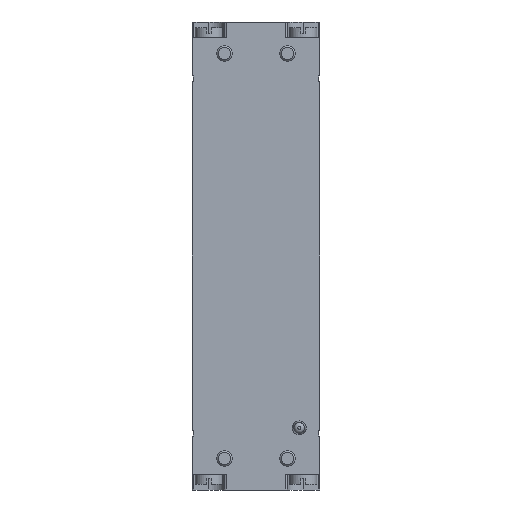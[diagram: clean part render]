
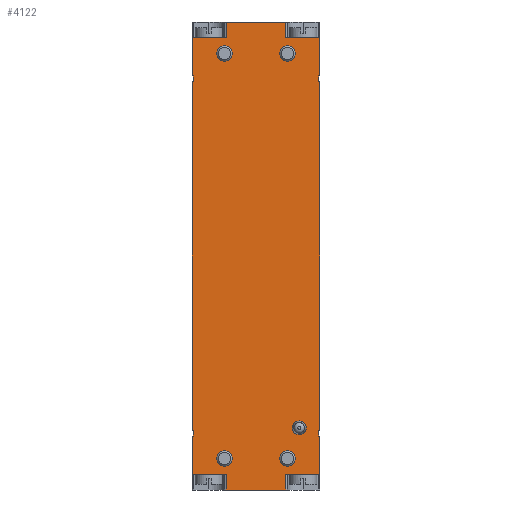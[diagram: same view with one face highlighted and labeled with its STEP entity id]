
A CAD part, front view. The second image highlights one B-rep face of the part: STEP entity #4122.
In plain terms, the highlighted planar face has unit normal (0, -1, 0).
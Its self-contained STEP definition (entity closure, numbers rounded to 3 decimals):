
#135=LINE('',#6275,#524);
#147=LINE('',#6300,#536);
#199=LINE('',#6505,#588);
#202=LINE('',#6527,#591);
#203=LINE('',#6530,#592);
#204=LINE('',#6532,#593);
#205=LINE('',#6533,#594);
#206=LINE('',#6535,#595);
#207=LINE('',#6537,#596);
#208=LINE('',#6539,#597);
#209=LINE('',#6541,#598);
#210=LINE('',#6543,#599);
#211=LINE('',#6544,#600);
#212=LINE('',#6546,#601);
#213=LINE('',#6548,#602);
#214=LINE('',#6550,#603);
#215=LINE('',#6552,#604);
#216=LINE('',#6554,#605);
#217=LINE('',#6556,#606);
#218=LINE('',#6558,#607);
#219=LINE('',#6560,#608);
#220=LINE('',#6562,#609);
#221=LINE('',#6564,#610);
#222=LINE('',#6566,#611);
#223=LINE('',#6568,#612);
#224=LINE('',#6569,#613);
#225=LINE('',#6571,#614);
#226=LINE('',#6573,#615);
#524=VECTOR('',#4936,1000.);
#536=VECTOR('',#4950,1000.);
#588=VECTOR('',#5148,1000.);
#591=VECTOR('',#5169,1000.);
#592=VECTOR('',#5170,1000.);
#593=VECTOR('',#5171,1000.);
#594=VECTOR('',#5172,1000.);
#595=VECTOR('',#5173,1000.);
#596=VECTOR('',#5174,1000.);
#597=VECTOR('',#5175,1000.);
#598=VECTOR('',#5176,1000.);
#599=VECTOR('',#5177,1000.);
#600=VECTOR('',#5178,1000.);
#601=VECTOR('',#5179,1000.);
#602=VECTOR('',#5180,1000.);
#603=VECTOR('',#5181,1000.);
#604=VECTOR('',#5182,1000.);
#605=VECTOR('',#5183,1000.);
#606=VECTOR('',#5184,1000.);
#607=VECTOR('',#5185,1000.);
#608=VECTOR('',#5186,1000.);
#609=VECTOR('',#5187,1000.);
#610=VECTOR('',#5188,1000.);
#611=VECTOR('',#5189,1000.);
#612=VECTOR('',#5190,1000.);
#613=VECTOR('',#5191,1000.);
#614=VECTOR('',#5192,1000.);
#615=VECTOR('',#5193,1000.);
#898=PLANE('',#4464);
#1118=CIRCLE('',#4465,1.75);
#1119=CIRCLE('',#4466,2.);
#1120=CIRCLE('',#4467,2.);
#1121=CIRCLE('',#4468,2.);
#1122=CIRCLE('',#4469,2.);
#1467=ORIENTED_EDGE('',*,*,#2642,.F.);
#1468=ORIENTED_EDGE('',*,*,#2643,.F.);
#1469=ORIENTED_EDGE('',*,*,#2644,.F.);
#1470=ORIENTED_EDGE('',*,*,#2645,.F.);
#1471=ORIENTED_EDGE('',*,*,#2646,.F.);
#1472=ORIENTED_EDGE('',*,*,#2647,.F.);
#1473=ORIENTED_EDGE('',*,*,#2648,.T.);
#1474=ORIENTED_EDGE('',*,*,#2649,.T.);
#1475=ORIENTED_EDGE('',*,*,#2636,.T.);
#1476=ORIENTED_EDGE('',*,*,#2650,.F.);
#1477=ORIENTED_EDGE('',*,*,#2651,.T.);
#1478=ORIENTED_EDGE('',*,*,#2652,.T.);
#1479=ORIENTED_EDGE('',*,*,#2653,.F.);
#1480=ORIENTED_EDGE('',*,*,#2654,.F.);
#1481=ORIENTED_EDGE('',*,*,#2655,.T.);
#1482=ORIENTED_EDGE('',*,*,#2535,.F.);
#1483=ORIENTED_EDGE('',*,*,#2656,.F.);
#1484=ORIENTED_EDGE('',*,*,#2657,.T.);
#1485=ORIENTED_EDGE('',*,*,#2658,.T.);
#1486=ORIENTED_EDGE('',*,*,#2659,.F.);
#1487=ORIENTED_EDGE('',*,*,#2660,.F.);
#1488=ORIENTED_EDGE('',*,*,#2661,.T.);
#1489=ORIENTED_EDGE('',*,*,#2662,.F.);
#1490=ORIENTED_EDGE('',*,*,#2663,.F.);
#1491=ORIENTED_EDGE('',*,*,#2664,.F.);
#1492=ORIENTED_EDGE('',*,*,#2665,.T.);
#1493=ORIENTED_EDGE('',*,*,#2666,.T.);
#1494=ORIENTED_EDGE('',*,*,#2667,.F.);
#1495=ORIENTED_EDGE('',*,*,#2668,.F.);
#1496=ORIENTED_EDGE('',*,*,#2523,.T.);
#1497=ORIENTED_EDGE('',*,*,#2669,.T.);
#1498=ORIENTED_EDGE('',*,*,#2670,.T.);
#1499=ORIENTED_EDGE('',*,*,#2671,.F.);
#2523=EDGE_CURVE('',#3119,#3118,#135,.T.);
#2535=EDGE_CURVE('',#3130,#3131,#147,.T.);
#2636=EDGE_CURVE('',#3211,#3210,#199,.T.);
#2642=EDGE_CURVE('',#3216,#3216,#1118,.F.);
#2643=EDGE_CURVE('',#3217,#3217,#1119,.F.);
#2644=EDGE_CURVE('',#3218,#3218,#1120,.F.);
#2645=EDGE_CURVE('',#3219,#3219,#1121,.F.);
#2646=EDGE_CURVE('',#3220,#3220,#1122,.F.);
#2647=EDGE_CURVE('',#3221,#3222,#202,.T.);
#2648=EDGE_CURVE('',#3221,#3223,#203,.T.);
#2649=EDGE_CURVE('',#3223,#3211,#204,.T.);
#2650=EDGE_CURVE('',#3224,#3210,#205,.T.);
#2651=EDGE_CURVE('',#3224,#3225,#206,.T.);
#2652=EDGE_CURVE('',#3225,#3226,#207,.T.);
#2653=EDGE_CURVE('',#3227,#3226,#208,.T.);
#2654=EDGE_CURVE('',#3228,#3227,#209,.T.);
#2655=EDGE_CURVE('',#3228,#3131,#210,.T.);
#2656=EDGE_CURVE('',#3229,#3130,#211,.T.);
#2657=EDGE_CURVE('',#3229,#3230,#212,.T.);
#2658=EDGE_CURVE('',#3230,#3231,#213,.T.);
#2659=EDGE_CURVE('',#3232,#3231,#214,.T.);
#2660=EDGE_CURVE('',#3233,#3232,#215,.T.);
#2661=EDGE_CURVE('',#3233,#3234,#216,.T.);
#2662=EDGE_CURVE('',#3235,#3234,#217,.T.);
#2663=EDGE_CURVE('',#3236,#3235,#218,.T.);
#2664=EDGE_CURVE('',#3237,#3236,#219,.T.);
#2665=EDGE_CURVE('',#3237,#3238,#220,.T.);
#2666=EDGE_CURVE('',#3238,#3239,#221,.T.);
#2667=EDGE_CURVE('',#3240,#3239,#222,.T.);
#2668=EDGE_CURVE('',#3119,#3240,#223,.T.);
#2669=EDGE_CURVE('',#3118,#3241,#224,.T.);
#2670=EDGE_CURVE('',#3241,#3242,#225,.T.);
#2671=EDGE_CURVE('',#3222,#3242,#226,.T.);
#3118=VERTEX_POINT('',#6274);
#3119=VERTEX_POINT('',#6276);
#3130=VERTEX_POINT('',#6299);
#3131=VERTEX_POINT('',#6301);
#3210=VERTEX_POINT('',#6504);
#3211=VERTEX_POINT('',#6506);
#3216=VERTEX_POINT('',#6518);
#3217=VERTEX_POINT('',#6520);
#3218=VERTEX_POINT('',#6522);
#3219=VERTEX_POINT('',#6524);
#3220=VERTEX_POINT('',#6526);
#3221=VERTEX_POINT('',#6528);
#3222=VERTEX_POINT('',#6529);
#3223=VERTEX_POINT('',#6531);
#3224=VERTEX_POINT('',#6534);
#3225=VERTEX_POINT('',#6536);
#3226=VERTEX_POINT('',#6538);
#3227=VERTEX_POINT('',#6540);
#3228=VERTEX_POINT('',#6542);
#3229=VERTEX_POINT('',#6545);
#3230=VERTEX_POINT('',#6547);
#3231=VERTEX_POINT('',#6549);
#3232=VERTEX_POINT('',#6551);
#3233=VERTEX_POINT('',#6553);
#3234=VERTEX_POINT('',#6555);
#3235=VERTEX_POINT('',#6557);
#3236=VERTEX_POINT('',#6559);
#3237=VERTEX_POINT('',#6561);
#3238=VERTEX_POINT('',#6563);
#3239=VERTEX_POINT('',#6565);
#3240=VERTEX_POINT('',#6567);
#3241=VERTEX_POINT('',#6570);
#3242=VERTEX_POINT('',#6572);
#3513=EDGE_LOOP('',(#1467));
#3514=EDGE_LOOP('',(#1468));
#3515=EDGE_LOOP('',(#1469));
#3516=EDGE_LOOP('',(#1470));
#3517=EDGE_LOOP('',(#1471));
#3518=EDGE_LOOP('',(#1472,#1473,#1474,#1475,#1476,#1477,#1478,#1479,#1480,
#1481,#1482,#1483,#1484,#1485,#1486,#1487,#1488,#1489,#1490,#1491,#1492,
#1493,#1494,#1495,#1496,#1497,#1498,#1499));
#3816=FACE_BOUND('',#3513,.T.);
#3817=FACE_BOUND('',#3514,.T.);
#3818=FACE_BOUND('',#3515,.T.);
#3819=FACE_BOUND('',#3516,.T.);
#3820=FACE_BOUND('',#3517,.T.);
#3821=FACE_BOUND('',#3518,.T.);
#4122=ADVANCED_FACE('',(#3816,#3817,#3818,#3819,#3820,#3821),#898,.F.);
#4464=AXIS2_PLACEMENT_3D('',#6516,#5157,#5158);
#4465=AXIS2_PLACEMENT_3D('',#6517,#5159,#5160);
#4466=AXIS2_PLACEMENT_3D('',#6519,#5161,#5162);
#4467=AXIS2_PLACEMENT_3D('',#6521,#5163,#5164);
#4468=AXIS2_PLACEMENT_3D('',#6523,#5165,#5166);
#4469=AXIS2_PLACEMENT_3D('',#6525,#5167,#5168);
#4936=DIRECTION('',(0.,0.,-1.));
#4950=DIRECTION('',(0.,0.,-1.));
#5148=DIRECTION('',(1.,0.,0.));
#5157=DIRECTION('',(0.,1.,0.));
#5158=DIRECTION('',(0.,0.,1.));
#5159=DIRECTION('',(0.,1.,0.));
#5160=DIRECTION('',(0.,0.,1.));
#5161=DIRECTION('',(0.,1.,0.));
#5162=DIRECTION('',(0.,0.,1.));
#5163=DIRECTION('',(0.,1.,0.));
#5164=DIRECTION('',(0.,0.,1.));
#5165=DIRECTION('',(0.,1.,0.));
#5166=DIRECTION('',(0.,0.,1.));
#5167=DIRECTION('',(0.,1.,0.));
#5168=DIRECTION('',(0.,0.,1.));
#5169=DIRECTION('',(0.,0.,1.));
#5170=DIRECTION('',(1.,0.,0.));
#5171=DIRECTION('',(0.,0.,-1.));
#5172=DIRECTION('',(0.,0.,-1.));
#5173=DIRECTION('',(1.,0.,0.));
#5174=DIRECTION('',(0.,0.,1.));
#5175=DIRECTION('',(1.,0.,0.));
#5176=DIRECTION('',(0.,0.,-1.));
#5177=DIRECTION('',(1.,0.,0.));
#5178=DIRECTION('',(1.,0.,0.));
#5179=DIRECTION('',(0.,0.,1.));
#5180=DIRECTION('',(1.,0.,0.));
#5181=DIRECTION('',(0.,0.,-1.));
#5182=DIRECTION('',(1.,0.,0.));
#5183=DIRECTION('',(0.,0.,1.));
#5184=DIRECTION('',(1.,0.,0.));
#5185=DIRECTION('',(0.,0.,1.));
#5186=DIRECTION('',(1.,0.,0.));
#5187=DIRECTION('',(0.,0.,-1.));
#5188=DIRECTION('',(1.,0.,0.));
#5189=DIRECTION('',(0.,0.,1.));
#5190=DIRECTION('',(1.,0.,0.));
#5191=DIRECTION('',(1.,0.,0.));
#5192=DIRECTION('',(0.,0.,-1.));
#5193=DIRECTION('',(1.,0.,0.));
#6274=CARTESIAN_POINT('',(-16.2,0.,-44.3));
#6275=CARTESIAN_POINT('',(-16.2,0.,45.8));
#6276=CARTESIAN_POINT('',(-16.2,0.,44.3));
#6299=CARTESIAN_POINT('',(16.2,0.,44.3));
#6300=CARTESIAN_POINT('',(16.2,0.,45.8));
#6301=CARTESIAN_POINT('',(16.2,0.,-44.3));
#6504=CARTESIAN_POINT('',(7.6,0.,-59.5));
#6505=CARTESIAN_POINT('',(-16.2,0.,-59.5));
#6506=CARTESIAN_POINT('',(-7.6,0.,-59.5));
#6516=CARTESIAN_POINT('',(-16.2,0.,45.8));
#6517=CARTESIAN_POINT('',(11.,0.,-43.7));
#6518=CARTESIAN_POINT('',(11.,0.,-41.95));
#6519=CARTESIAN_POINT('',(8.,0.,-51.5));
#6520=CARTESIAN_POINT('',(8.,0.,-49.5));
#6521=CARTESIAN_POINT('',(-8.,0.,-51.5));
#6522=CARTESIAN_POINT('',(-8.,0.,-49.5));
#6523=CARTESIAN_POINT('',(-8.,0.,51.5));
#6524=CARTESIAN_POINT('',(-8.,0.,53.5));
#6525=CARTESIAN_POINT('',(8.,0.,51.5));
#6526=CARTESIAN_POINT('',(8.,0.,53.5));
#6527=CARTESIAN_POINT('',(-16.2,0.,-59.5));
#6528=CARTESIAN_POINT('',(-16.2,0.,-55.5));
#6529=CARTESIAN_POINT('',(-16.2,0.,-45.8));
#6530=CARTESIAN_POINT('',(-16.2,0.,-55.5));
#6531=CARTESIAN_POINT('',(-7.6,0.,-55.5));
#6532=CARTESIAN_POINT('',(-7.6,0.,-55.5));
#6533=CARTESIAN_POINT('',(7.6,0.,-55.5));
#6534=CARTESIAN_POINT('',(7.6,0.,-55.5));
#6535=CARTESIAN_POINT('',(-16.2,0.,-55.5));
#6536=CARTESIAN_POINT('',(16.2,0.,-55.5));
#6537=CARTESIAN_POINT('',(16.2,0.,-59.5));
#6538=CARTESIAN_POINT('',(16.2,0.,-45.8));
#6539=CARTESIAN_POINT('',(-16.2,0.,-45.8));
#6540=CARTESIAN_POINT('',(16.,0.,-45.8));
#6541=CARTESIAN_POINT('',(16.,0.,-44.3));
#6542=CARTESIAN_POINT('',(16.,0.,-44.3));
#6543=CARTESIAN_POINT('',(-16.2,0.,-44.3));
#6544=CARTESIAN_POINT('',(-16.2,0.,44.3));
#6545=CARTESIAN_POINT('',(16.,0.,44.3));
#6546=CARTESIAN_POINT('',(16.,0.,44.3));
#6547=CARTESIAN_POINT('',(16.,0.,45.8));
#6548=CARTESIAN_POINT('',(-16.2,0.,45.8));
#6549=CARTESIAN_POINT('',(16.2,0.,45.8));
#6550=CARTESIAN_POINT('',(16.2,0.,59.5));
#6551=CARTESIAN_POINT('',(16.2,0.,55.5));
#6552=CARTESIAN_POINT('',(-16.2,0.,55.5));
#6553=CARTESIAN_POINT('',(7.6,0.,55.5));
#6554=CARTESIAN_POINT('',(7.6,0.,55.5));
#6555=CARTESIAN_POINT('',(7.6,0.,59.5));
#6556=CARTESIAN_POINT('',(-16.2,0.,59.5));
#6557=CARTESIAN_POINT('',(-7.6,0.,59.5));
#6558=CARTESIAN_POINT('',(-7.6,0.,55.5));
#6559=CARTESIAN_POINT('',(-7.6,0.,55.5));
#6560=CARTESIAN_POINT('',(-16.2,0.,55.5));
#6561=CARTESIAN_POINT('',(-16.2,0.,55.5));
#6562=CARTESIAN_POINT('',(-16.2,0.,59.5));
#6563=CARTESIAN_POINT('',(-16.2,0.,45.8));
#6564=CARTESIAN_POINT('',(-16.2,0.,45.8));
#6565=CARTESIAN_POINT('',(-16.,0.,45.8));
#6566=CARTESIAN_POINT('',(-16.,0.,44.3));
#6567=CARTESIAN_POINT('',(-16.,0.,44.3));
#6568=CARTESIAN_POINT('',(-16.2,0.,44.3));
#6569=CARTESIAN_POINT('',(-16.2,0.,-44.3));
#6570=CARTESIAN_POINT('',(-16.,0.,-44.3));
#6571=CARTESIAN_POINT('',(-16.,0.,-44.3));
#6572=CARTESIAN_POINT('',(-16.,0.,-45.8));
#6573=CARTESIAN_POINT('',(-16.2,0.,-45.8));
